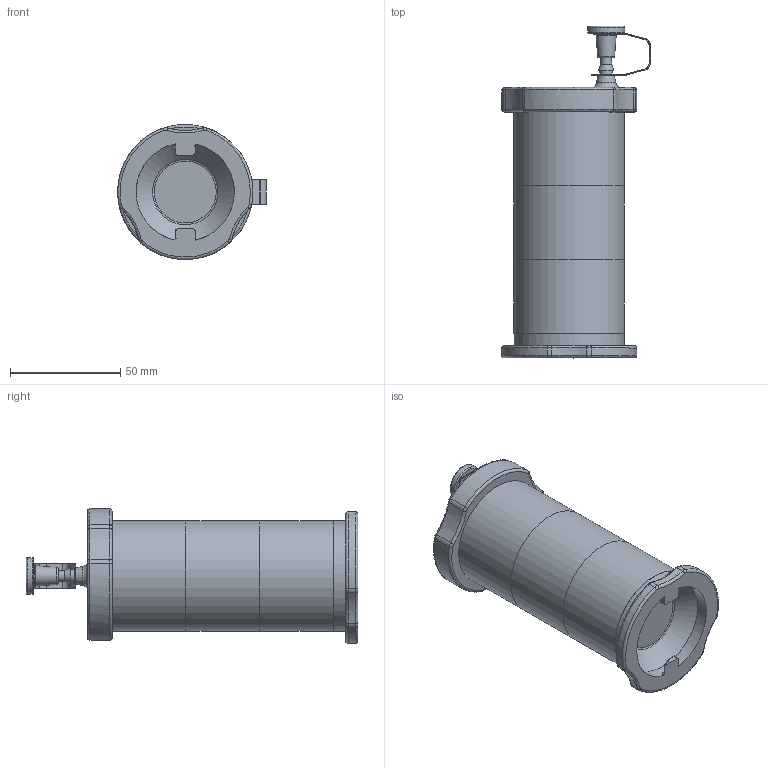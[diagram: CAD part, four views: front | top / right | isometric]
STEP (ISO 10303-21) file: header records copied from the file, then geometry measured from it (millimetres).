
FILE_DESCRIPTION(('FreeCAD Model'),'2;1');
FILE_NAME('Open CASCADE Shape Model','2025-04-26T22:12:22',('FreeCAD'),( 'FreeCAD'),'Open CASCADE STEP processor 7.6','FreeCAD','Unknown');
FILE_SCHEMA(('AUTOMOTIVE_DESIGN { 1 0 10303 214 1 1 1 1 }'));
Length unit declared in the file: millimetre
Products named in the file (1): Open CASCADE STEP translator 7.6 1
Bounding box: 67.49 x 150.62 x 61.27 mm (x, y, z)
Volume: 100287.3 mm3; surface area: 66909.9 mm2
Topology: 8 solids, 8 shells, 404 faces, 1016 edges, 646 vertices
Faces by surface type: bspline 404
Entity records: 24929 total; most frequent: CARTESIAN_POINT 19219, ORIENTED_EDGE 2032, EDGE_CURVE 1016, VERTEX_POINT 646, FACE_BOUND 504, EDGE_LOOP 504, B_SPLINE_CURVE_WITH_KNOTS 484, ADVANCED_FACE 404
